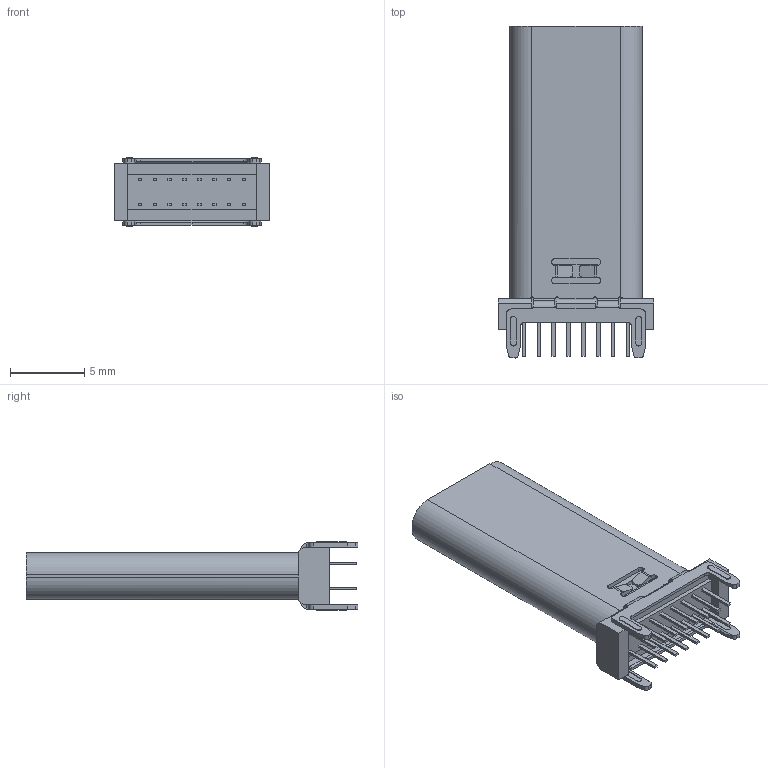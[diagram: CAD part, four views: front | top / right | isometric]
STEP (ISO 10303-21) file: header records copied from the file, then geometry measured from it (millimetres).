
FILE_DESCRIPTION((''),'2;1');
FILE_NAME('PRT0002','2024-08-28T15:44:46',('Administrator'),(''),'CREO PARAMETRIC BY PTC INC, 2020154','CREO PARAMETRIC BY PTC INC, 2020154','');
FILE_SCHEMA(('AUTOMOTIVE_DESIGN { 1 0 10303 214 1 1 1 1 }'));
Length unit declared in the file: millimetre
Products named in the file (1): PRT0002
Bounding box: 10.5 x 22.4 x 4.6 mm (x, y, z)
Volume: 448.4 mm3; surface area: 1349.4 mm2
Topology: 1 solids, 1 shells, 697 faces, 1907 edges, 1250 vertices
Faces by surface type: plane 495, cylinder 178, cone 16, torus 4, bspline 4
Entity records: 27128 total; most frequent: CARTESIAN_POINT 4308, ORIENTED_EDGE 3814, DIRECTION 3561, EDGE_CURVE 1907, VECTOR 1471, LINE 1471, VERTEX_POINT 1250, AXIS2_PLACEMENT_3D 1045
